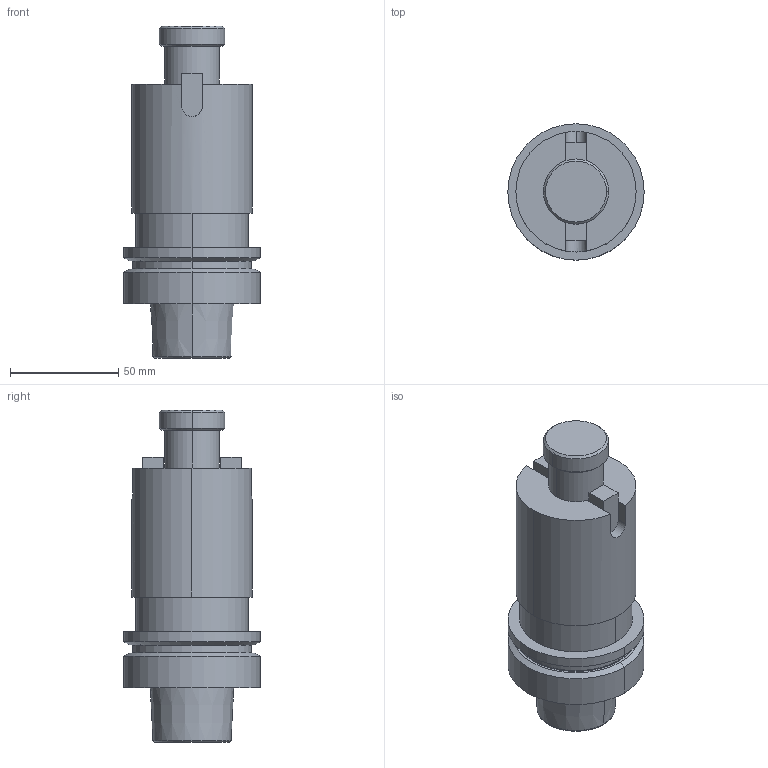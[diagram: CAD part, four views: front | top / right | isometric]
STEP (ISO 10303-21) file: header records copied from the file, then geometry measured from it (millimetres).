
FILE_DESCRIPTION (( 'STEP AP203' ), '1' );
FILE_NAME ('STP-SATE-93520-F.STEP', '2020-07-01T03:50:17', ( '' ), ( '' ), 'SwSTEP 2.0', 'SolidWorks 2017', '' );
FILE_SCHEMA (( 'CONFIG_CONTROL_DESIGN' ));
Length unit declared in the file: millimetre
Products named in the file (1): STP-SATE-93520-F
Bounding box: 63 x 63 x 153.45 mm (x, y, z)
Volume: 276273.9 mm3; surface area: 38292.8 mm2
Topology: 4 solids, 4 shells, 80 faces, 169 edges, 103 vertices
Faces by surface type: cylinder 29, plane 27, cone 16, torus 8
Entity records: 2268 total; most frequent: CARTESIAN_POINT 418, DIRECTION 411, ORIENTED_EDGE 334, EDGE_CURVE 167, AXIS2_PLACEMENT_3D 166, VERTEX_POINT 103, EDGE_LOOP 88, CIRCLE 85
